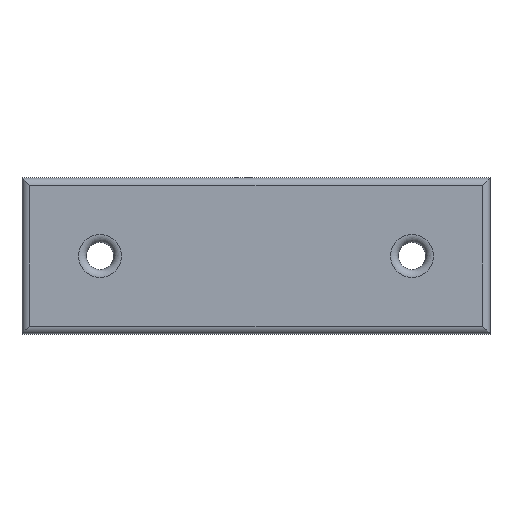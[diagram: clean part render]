
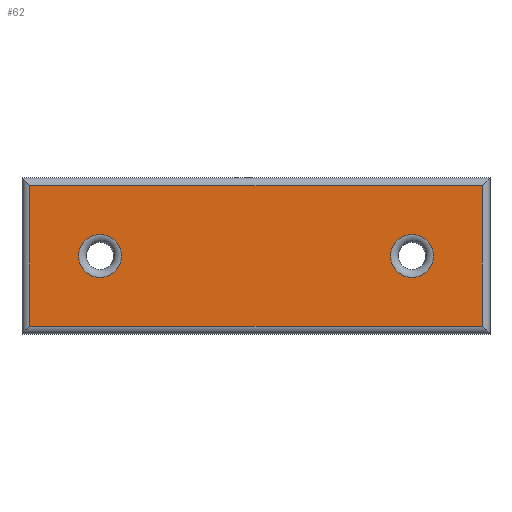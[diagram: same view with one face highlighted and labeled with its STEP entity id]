
A CAD part, top view. The second image highlights one B-rep face of the part: STEP entity #62.
In plain terms, the highlighted planar face has unit normal (0, 0, 1).
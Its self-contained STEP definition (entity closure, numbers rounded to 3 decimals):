
#62=ADVANCED_FACE('',(#190,#192,#194),#196,.T.);
#190=FACE_BOUND('',#191,.T.);
#191=EDGE_LOOP('',(#299,#300,#301,#302));
#192=FACE_BOUND('',#193,.T.);
#193=EDGE_LOOP('',(#303));
#194=FACE_BOUND('',#195,.T.);
#195=EDGE_LOOP('',(#304));
#196=PLANE('',#197);
#197=AXIS2_PLACEMENT_3D('',#198,#199,#200);
#198=CARTESIAN_POINT('',(0.,0.,2.));
#199=DIRECTION('',(0.,0.,1.));
#200=DIRECTION('',(-1.,0.,0.));
#299=ORIENTED_EDGE('',*,*,#351,.T.);
#300=ORIENTED_EDGE('',*,*,#352,.T.);
#301=ORIENTED_EDGE('',*,*,#353,.T.);
#302=ORIENTED_EDGE('',*,*,#354,.T.);
#303=ORIENTED_EDGE('',*,*,#355,.T.);
#304=ORIENTED_EDGE('',*,*,#356,.T.);
#351=EDGE_CURVE('',#383,#384,#385,.T.);
#352=EDGE_CURVE('',#384,#386,#387,.T.);
#353=EDGE_CURVE('',#386,#388,#389,.T.);
#354=EDGE_CURVE('',#388,#383,#390,.T.);
#355=EDGE_CURVE('',#391,#391,#392,.F.);
#356=EDGE_CURVE('',#393,#393,#394,.F.);
#383=VERTEX_POINT('',#441);
#384=VERTEX_POINT('',#442);
#385=LINE('',#443,#444);
#386=VERTEX_POINT('',#446);
#387=LINE('',#447,#448);
#388=VERTEX_POINT('',#450);
#389=LINE('',#451,#452);
#390=LINE('',#454,#455);
#391=VERTEX_POINT('',#457);
#392=CIRCLE('',#458,2.75);
#393=VERTEX_POINT('',#462);
#394=CIRCLE('',#463,2.75);
#441=CARTESIAN_POINT('',(-1.,-1.,2.));
#442=CARTESIAN_POINT('',(-59.,-1.,2.));
#443=CARTESIAN_POINT('',(-1.,-1.,2.));
#444=VECTOR('',#445,1.);
#445=DIRECTION('',(-1.,0.,0.));
#446=CARTESIAN_POINT('',(-59.,-19.,2.));
#447=CARTESIAN_POINT('',(-59.,-1.,2.));
#448=VECTOR('',#449,1.);
#449=DIRECTION('',(0.,-1.,0.));
#450=CARTESIAN_POINT('',(-1.,-19.,2.));
#451=CARTESIAN_POINT('',(-59.,-19.,2.));
#452=VECTOR('',#453,1.);
#453=DIRECTION('',(1.,0.,0.));
#454=CARTESIAN_POINT('',(-1.,-19.,2.));
#455=VECTOR('',#456,1.);
#456=DIRECTION('',(0.,1.,0.));
#457=CARTESIAN_POINT('',(-12.75,-10.,2.));
#458=AXIS2_PLACEMENT_3D('',#459,#460,#461);
#459=CARTESIAN_POINT('',(-10.,-10.,2.));
#460=DIRECTION('',(0.,0.,1.));
#461=DIRECTION('',(-1.,0.,0.));
#462=CARTESIAN_POINT('',(-52.75,-10.,2.));
#463=AXIS2_PLACEMENT_3D('',#464,#465,#466);
#464=CARTESIAN_POINT('',(-50.,-10.,2.));
#465=DIRECTION('',(0.,0.,1.));
#466=DIRECTION('',(-1.,0.,0.));
